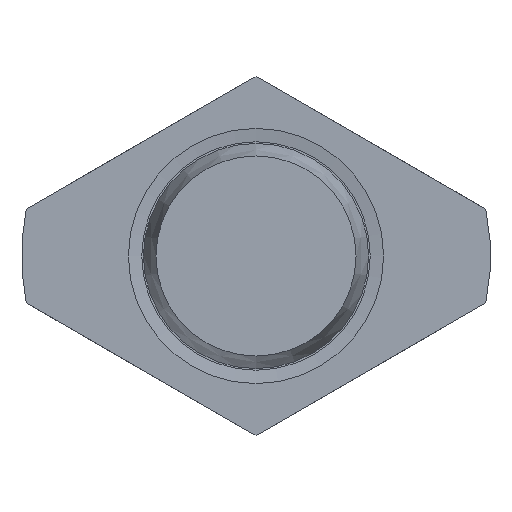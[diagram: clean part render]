
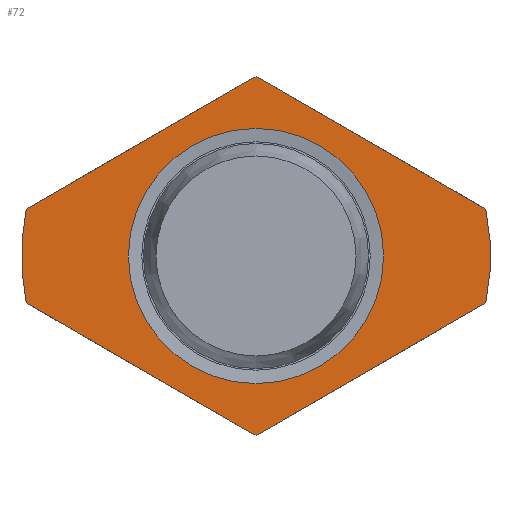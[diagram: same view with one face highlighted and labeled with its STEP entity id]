
A CAD part, front view. The second image highlights one B-rep face of the part: STEP entity #72.
In plain terms, the highlighted planar face has unit normal (0, -1, 0).
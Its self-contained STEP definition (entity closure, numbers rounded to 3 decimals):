
#72 = ADVANCED_FACE( '', ( #145, #146 ), #147, .F. );
#145 = FACE_BOUND( '', #214, .T. );
#146 = FACE_OUTER_BOUND( '', #215, .T. );
#147 = PLANE( '', #216 );
#214 = EDGE_LOOP( '', ( #340 ) );
#215 = EDGE_LOOP( '', ( #341, #342, #343, #344, #345, #346 ) );
#216 = AXIS2_PLACEMENT_3D( '', #347, #348, #349 );
#340 = ORIENTED_EDGE( '', *, *, #405, .F. );
#341 = ORIENTED_EDGE( '', *, *, #381, .T. );
#342 = ORIENTED_EDGE( '', *, *, #364, .F. );
#343 = ORIENTED_EDGE( '', *, *, #397, .F. );
#344 = ORIENTED_EDGE( '', *, *, #392, .T. );
#345 = ORIENTED_EDGE( '', *, *, #370, .F. );
#346 = ORIENTED_EDGE( '', *, *, #400, .F. );
#347 = CARTESIAN_POINT( '', ( 12.5, 0., 0. ) );
#348 = DIRECTION( '', ( 0., 1., 0. ) );
#349 = DIRECTION( '', ( 0., 0., 1. ) );
#364 = EDGE_CURVE( '', #414, #416, #417, .T. );
#370 = EDGE_CURVE( '', #425, #427, #428, .T. );
#381 = EDGE_CURVE( '', #444, #416, #445, .T. );
#392 = EDGE_CURVE( '', #460, #427, #461, .T. );
#397 = EDGE_CURVE( '', #460, #414, #467, .T. );
#400 = EDGE_CURVE( '', #444, #425, #470, .T. );
#405 = EDGE_CURVE( '', #476, #476, #477, .T. );
#414 = VERTEX_POINT( '', #488 );
#416 = VERTEX_POINT( '', #491 );
#417 = LINE( '', #492, #493 );
#425 = VERTEX_POINT( '', #510 );
#427 = VERTEX_POINT( '', #513 );
#428 = LINE( '', #514, #515 );
#444 = VERTEX_POINT( '', #542 );
#445 = CIRCLE( '', #543, 12.5 );
#460 = VERTEX_POINT( '', #564 );
#461 = CIRCLE( '', #565, 12.5 );
#467 = LINE( '', #572, #573 );
#470 = LINE( '', #581, #582 );
#476 = VERTEX_POINT( '', #588 );
#477 = CIRCLE( '', #589, 6.8 );
#488 = CARTESIAN_POINT( '', ( 0., 0., -9.571 ) );
#491 = CARTESIAN_POINT( '', ( -12.247, 0., -2.5 ) );
#492 = CARTESIAN_POINT( '', ( 0., 0., -9.571 ) );
#493 = VECTOR( '', #599, 1000. );
#510 = CARTESIAN_POINT( '', ( 0., 0., 9.571 ) );
#513 = CARTESIAN_POINT( '', ( 12.247, 0., 2.5 ) );
#514 = CARTESIAN_POINT( '', ( 0., 0., 9.571 ) );
#515 = VECTOR( '', #603, 1000. );
#542 = CARTESIAN_POINT( '', ( -12.247, 0., 2.5 ) );
#543 = AXIS2_PLACEMENT_3D( '', #617, #618, #619 );
#564 = CARTESIAN_POINT( '', ( 12.247, 0., -2.5 ) );
#565 = AXIS2_PLACEMENT_3D( '', #633, #634, #635 );
#572 = CARTESIAN_POINT( '', ( 12.247, 0., -2.5 ) );
#573 = VECTOR( '', #640, 1000. );
#581 = CARTESIAN_POINT( '', ( -12.247, 0., 2.5 ) );
#582 = VECTOR( '', #641, 1000. );
#588 = CARTESIAN_POINT( '', ( 0., 0., -6.8 ) );
#589 = AXIS2_PLACEMENT_3D( '', #645, #646, #647 );
#599 = DIRECTION( '', ( -0.866, 0., 0.5 ) );
#603 = DIRECTION( '', ( 0.866, 0., -0.5 ) );
#617 = CARTESIAN_POINT( '', ( 0., 0., 0. ) );
#618 = DIRECTION( '', ( 0., -1., 0. ) );
#619 = DIRECTION( '', ( 0., 0., -1. ) );
#633 = CARTESIAN_POINT( '', ( 0., 0., 0. ) );
#634 = DIRECTION( '', ( 0., -1., 0. ) );
#635 = DIRECTION( '', ( 0., 0., -1. ) );
#640 = DIRECTION( '', ( -0.866, 0., -0.5 ) );
#641 = DIRECTION( '', ( 0.866, 0., 0.5 ) );
#645 = CARTESIAN_POINT( '', ( 0., 0., 0. ) );
#646 = DIRECTION( '', ( 0., -1., 0. ) );
#647 = DIRECTION( '', ( 0., 0., -1. ) );
